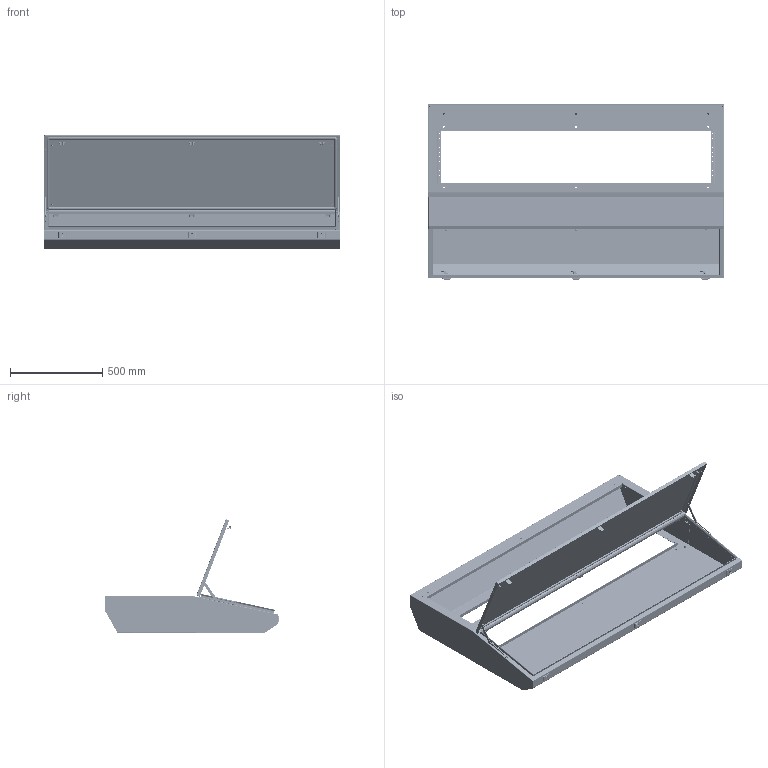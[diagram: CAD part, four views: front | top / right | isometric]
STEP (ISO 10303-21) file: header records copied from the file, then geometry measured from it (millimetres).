
FILE_DESCRIPTION (( 'STEP AP203' ), '1' );
FILE_NAME ('R5MPV1600.step', '2013-04-29T05:28:28', ( 'User' ), ( 'DKC' ), 'SwSTEP 2.0', 'SolidWorks 2012', '' );
FILE_SCHEMA (( 'CONFIG_CONTROL_DESIGN' ));
Products named in the file (42): R5MPV1600; MOLLA AC00C344_AC00C344; Coverstop PN (mirror) (1)_AC00C452; Handle for desk_�� 㬮�砭��; Sealant AC00356_�� 㬮�砭��; AC00C348_�� 㬮�砭��; Hex Flange Bolt M6x10_ISO 4162 - M6 x 12 x 12-S; Piastrina AC00C347_�� 㬮�砭��; Inserto a doppio pettine AC00C443_AC00C343; BASETTA ESTERNA PER BOX AC00C503_AC00C503; Assem front door of top part CN_LA02C019  1600mm; AC00C112; lock catch LE02C082; CERNIERA SALDATA_AC00C398; lock catch LA02C021; LA sealant for door_1600; Front door of top part CN_1600; Hinge CE (mirror) (1); Hinge CE (1); Perno AC00C401 (3)_AC00C401; Tapping screw 4.2x16 (1)_Tapping screw 4.2x16; CERNIERA AC00C399; blocchetto fissaggio cerniera AC00C354_AC00C354; Coverstop PN (1)_AC00C452; Nut M5 A3200001_A3200001; Prigioniero PFH-M5-12_�� 㬮�砭��; Øàéáà 5.65Ã ÃÎÑÒ 11648-75 (1)_˜ ©¡  5.65ƒ ƒŽ‘’ 11648-75; Øàéáà 3.65Ã ÃÎÑÒ 11648-75 (1)_˜ ©¡  3.65ƒ ƒŽ‘’ 11648-75; bar AC00C278; AC00C279_AC00C279; Flange Nut M5_Flange Nut M5; vite m5x10 ac00c274_Vite M5x10 AC00C274; AC00C452_AC00C452; Body of control desk VN console_LS01S011  1600mm; Reinforced plate LM01C042_�� 㬮�砭��; end-cap_AC00C061; land_�� 㬮�砭��; Left side CN LS01C010 (console)_MirrorLE01C051; Front top profile CN (console) (+k=0.1)_LM01C034  1600mm; Back profile CN (console) (+k=0.1)_LM01C040  1600mm ...
Assembly tree (88 placements, depth 3):
  R5MPV1600
    Body of control desk VN console_LS01S011  1600mm
      Left side CN LS01C010 (console)_�� 㬮�砭��
      Front bottom profile CN (console) (+k)_LM01C028 1600mm
      Back profile CN (console) (+k=0.1)_LM01C040  1600mm
      Front top profile CN (console) (+k=0.1)_LM01C034  1600mm
      Left side CN LS01C010 (console)_MirrorLE01C051
      land_�� 㬮�砭��  x6
      end-cap_AC00C061  x6
      Reinforced plate LM01C042_�� 㬮�砭��  x2
    Coverstop PN (1)_AC00C452
      AC00C452_AC00C452
      vite m5x10 ac00c274_Vite M5x10 AC00C274  x2
      Flange Nut M5_Flange Nut M5  x2
      AC00C279_AC00C279
      bar AC00C278
      Øàéáà 3.65Ã ÃÎÑÒ 11648-75 (1)_˜ ©¡  3.65ƒ ƒŽ‘’ 11648-75
      Øàéáà 5.65Ã ÃÎÑÒ 11648-75 (1)_˜ ©¡  5.65ƒ ƒŽ‘’ 11648-75
      Prigioniero PFH-M5-12_�� 㬮�砭��
      Nut M5 A3200001_A3200001
    Hinge CE (1)  x2
      blocchetto fissaggio cerniera AC00C354_AC00C354
      CERNIERA AC00C399
      Tapping screw 4.2x16 (1)_Tapping screw 4.2x16
      Perno AC00C401 (3)_AC00C401
    Hinge CE (mirror) (1)
      blocchetto fissaggio cerniera AC00C354_AC00C354
      CERNIERA AC00C399
      Tapping screw 4.2x16 (1)_Tapping screw 4.2x16  x2
      Perno AC00C401 (3)_AC00C401
    Assem front door of top part CN_LA02C019  1600mm
      Front door of top part CN_1600
      LA sealant for door_1600
      lock catch LA02C021  x2
      CERNIERA SALDATA_AC00C398  x3
      lock catch LE02C082
      AC00C112  x2
      land_�� 㬮�砭��  x4
      end-cap_AC00C061  x4
    Handle for desk_�� 㬮�砭��  x3
      BASETTA ESTERNA PER BOX AC00C503_AC00C503
      Inserto a doppio pettine AC00C443_AC00C343
      Piastrina AC00C347_�� 㬮�砭��
      Hex Flange Bolt M6x10_ISO 4162 - M6 x 12 x 12-S
      AC00C348_�� 㬮�砭��
      Sealant AC00356_�� 㬮�砭��
    Coverstop PN (mirror) (1)_AC00C452
      AC00C452_AC00C452
      vite m5x10 ac00c274_Vite M5x10 AC00C274  x2
      Flange Nut M5_Flange Nut M5  x2
      AC00C279_AC00C279
      bar AC00C278
      Øàéáà 3.65Ã ÃÎÑÒ 11648-75 (1)_˜ ©¡  3.65ƒ ƒŽ‘’ 11648-75
      Øàéáà 5.65Ã ÃÎÑÒ 11648-75 (1)_˜ ©¡  5.65ƒ ƒŽ‘’ 11648-75
      Nut M5 A3200001_A3200001
      Prigioniero PFH-M5-12_�� 㬮�砭��
    MOLLA AC00C344_AC00C344  x3
Bounding box: 1600 x 946.56 x 615.58 mm (x, y, z)
Volume: 5449871.7 mm3; surface area: 6406597.3 mm2
Topology: 105 solids, 105 shells, 8811 faces, 23460 edges, 15051 vertices
Faces by surface type: bspline 3304, cylinder 2293, plane 2037, cone 1045, torus 114, sphere 18
Entity records: 155237 total; most frequent: CARTESIAN_POINT 92953, ORIENTED_EDGE 12524, DIRECTION 10774, EDGE_CURVE 6262, VERTEX_POINT 3921, AXIS2_PLACEMENT_3D 3850, LINE 3074, VECTOR 3074
